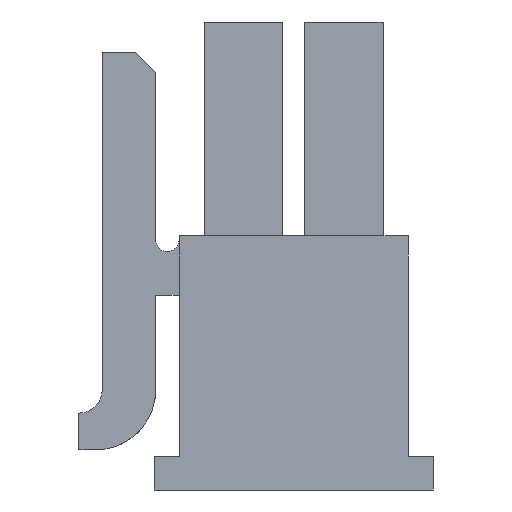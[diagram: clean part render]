
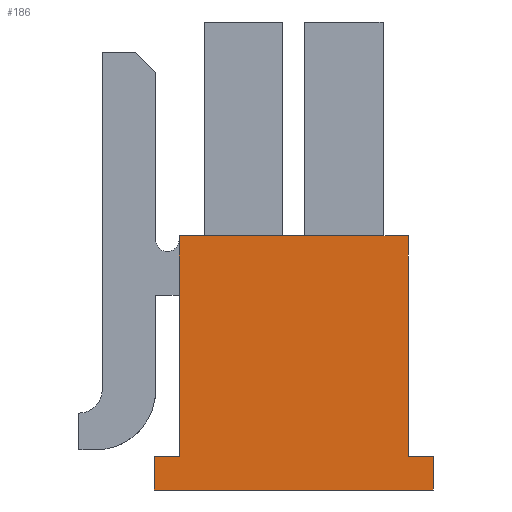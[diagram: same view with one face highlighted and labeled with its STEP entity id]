
A CAD part, front view. The second image highlights one B-rep face of the part: STEP entity #186.
In plain terms, the highlighted planar face has unit normal (0, -1, 0).
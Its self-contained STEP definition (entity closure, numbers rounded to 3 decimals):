
#186 = ADVANCED_FACE( '', ( #466 ), #467, .F. );
#466 = FACE_OUTER_BOUND( '', #841, .T. );
#467 = PLANE( '', #842 );
#841 = EDGE_LOOP( '', ( #1375, #1376, #1377, #1378, #1379, #1380, #1381, #1382 ) );
#842 = AXIS2_PLACEMENT_3D( '', #1383, #1384, #1385 );
#1375 = ORIENTED_EDGE( '', *, *, #2338, .F. );
#1376 = ORIENTED_EDGE( '', *, *, #2339, .T. );
#1377 = ORIENTED_EDGE( '', *, *, #2340, .F. );
#1378 = ORIENTED_EDGE( '', *, *, #2294, .F. );
#1379 = ORIENTED_EDGE( '', *, *, #2341, .F. );
#1380 = ORIENTED_EDGE( '', *, *, #2342, .T. );
#1381 = ORIENTED_EDGE( '', *, *, #2226, .F. );
#1382 = ORIENTED_EDGE( '', *, *, #2343, .F. );
#1383 = CARTESIAN_POINT( '', ( 0., -4.925, 0. ) );
#1384 = DIRECTION( '', ( 0., 1., 0. ) );
#1385 = DIRECTION( '', ( 0., 0., 1. ) );
#2226 = EDGE_CURVE( '', #2675, #2677, #2678, .T. );
#2294 = EDGE_CURVE( '', #2792, #2787, #2794, .T. );
#2338 = EDGE_CURVE( '', #2866, #2867, #2868, .T. );
#2339 = EDGE_CURVE( '', #2866, #2869, #2870, .T. );
#2340 = EDGE_CURVE( '', #2787, #2869, #2871, .T. );
#2341 = EDGE_CURVE( '', #2872, #2792, #2873, .T. );
#2342 = EDGE_CURVE( '', #2872, #2677, #2874, .T. );
#2343 = EDGE_CURVE( '', #2867, #2675, #2875, .T. );
#2675 = VERTEX_POINT( '', #3325 );
#2677 = VERTEX_POINT( '', #3328 );
#2678 = LINE( '', #3329, #3330 );
#2787 = VERTEX_POINT( '', #3493 );
#2792 = VERTEX_POINT( '', #3500 );
#2794 = LINE( '', #3503, #3504 );
#2866 = VERTEX_POINT( '', #3605 );
#2867 = VERTEX_POINT( '', #3606 );
#2868 = LINE( '', #3607, #3608 );
#2869 = VERTEX_POINT( '', #3609 );
#2870 = LINE( '', #3610, #3611 );
#2871 = LINE( '', #3612, #3613 );
#2872 = VERTEX_POINT( '', #3614 );
#2873 = LINE( '', #3615, #3616 );
#2874 = LINE( '', #3617, #3618 );
#2875 = LINE( '', #3619, #3620 );
#3325 = CARTESIAN_POINT( '', ( 3.8, -4.925, -3.8 ) );
#3328 = CARTESIAN_POINT( '', ( -4.55, -4.925, -3.8 ) );
#3329 = CARTESIAN_POINT( '', ( 3.8, -4.925, -3.8 ) );
#3330 = VECTOR( '', #4151, 1000. );
#3493 = CARTESIAN_POINT( '', ( -3.8, -4.925, 3.8 ) );
#3500 = CARTESIAN_POINT( '', ( -3.8, -4.925, -2.8 ) );
#3503 = CARTESIAN_POINT( '', ( -3.8, -4.925, -3.8 ) );
#3504 = VECTOR( '', #4209, 1000. );
#3605 = CARTESIAN_POINT( '', ( 3.05, -4.925, -2.8 ) );
#3606 = CARTESIAN_POINT( '', ( 3.8, -4.925, -2.8 ) );
#3607 = CARTESIAN_POINT( '', ( 0., -4.925, -2.8 ) );
#3608 = VECTOR( '', #4257, 1000. );
#3609 = CARTESIAN_POINT( '', ( 3.05, -4.925, 3.8 ) );
#3610 = CARTESIAN_POINT( '', ( 3.05, -4.925, -2.8 ) );
#3611 = VECTOR( '', #4258, 1000. );
#3612 = CARTESIAN_POINT( '', ( -3.8, -4.925, 3.8 ) );
#3613 = VECTOR( '', #4259, 1000. );
#3614 = CARTESIAN_POINT( '', ( -4.55, -4.925, -2.8 ) );
#3615 = CARTESIAN_POINT( '', ( -4.55, -4.925, -2.8 ) );
#3616 = VECTOR( '', #4260, 1000. );
#3617 = CARTESIAN_POINT( '', ( -4.55, -4.925, -2.8 ) );
#3618 = VECTOR( '', #4261, 1000. );
#3619 = CARTESIAN_POINT( '', ( 3.8, -4.925, 3.8 ) );
#3620 = VECTOR( '', #4262, 1000. );
#4151 = DIRECTION( '', ( -1., 0., 0. ) );
#4209 = DIRECTION( '', ( 0., 0., 1. ) );
#4257 = DIRECTION( '', ( 1., 0., 0. ) );
#4258 = DIRECTION( '', ( 0., 0., 1. ) );
#4259 = DIRECTION( '', ( 1., 0., 0. ) );
#4260 = DIRECTION( '', ( 1., 0., 0. ) );
#4261 = DIRECTION( '', ( 0., 0., -1. ) );
#4262 = DIRECTION( '', ( 0., 0., -1. ) );
